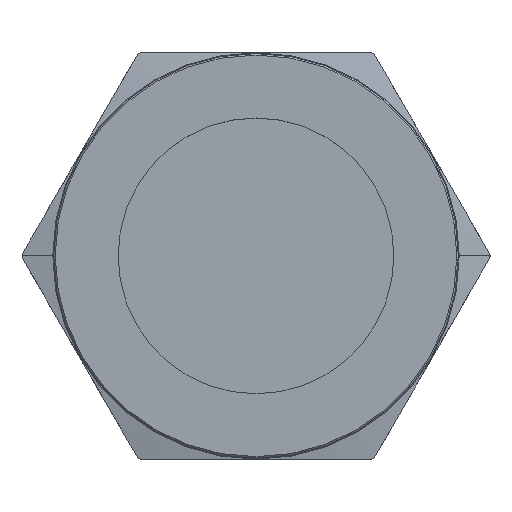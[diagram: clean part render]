
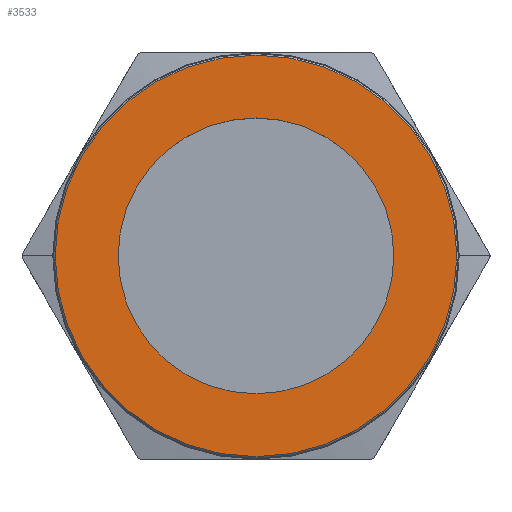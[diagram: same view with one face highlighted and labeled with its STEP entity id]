
A CAD part, top view. The second image highlights one B-rep face of the part: STEP entity #3533.
In plain terms, the highlighted planar face has unit normal (0, 0, 1).
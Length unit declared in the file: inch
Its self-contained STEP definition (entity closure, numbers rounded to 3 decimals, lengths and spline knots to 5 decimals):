
#821 = CARTESIAN_POINT ( 'NONE',  ( 0., 0., 0.67 ) ) ;
#822 = DIRECTION ( 'NONE',  ( 0., 0., 1. ) ) ;
#823 = DIRECTION ( 'NONE',  ( 1., 0., 0. ) ) ;
#876 = CARTESIAN_POINT ( 'NONE',  ( 0., 0., 0.67 ) ) ;
#877 = DIRECTION ( 'NONE',  ( 0., 0., 1. ) ) ;
#878 = DIRECTION ( 'NONE',  ( 1., 0., 0. ) ) ;
#945 = FACE_BOUND ( 'NONE', #2397, .T. ) ;
#998 = FACE_OUTER_BOUND ( 'NONE', #2384, .T. ) ;
#1311 = CARTESIAN_POINT ( 'NONE',  ( 0.932, 0., 0.67 ) ) ;
#1321 = CARTESIAN_POINT ( 'NONE',  ( -1.3575, 0., 0.67 ) ) ;
#1738 = DIRECTION ( 'NONE',  ( 0., 0., 1. ) ) ;
#1739 = CARTESIAN_POINT ( 'NONE',  ( 0., 0., 0.67 ) ) ;
#1741 = PLANE ( 'NONE',  #3464 ) ;
#1743 = DIRECTION ( 'NONE',  ( 1., 0., 0. ) ) ;
#1896 = VERTEX_POINT ( 'NONE', #2922 ) ;
#1918 = EDGE_CURVE ( 'NONE', #3113, #1932, #2665, .T. ) ;
#1920 = EDGE_CURVE ( 'NONE', #3110, #1896, #2664, .T. ) ;
#1932 = VERTEX_POINT ( 'NONE', #3051 ) ;
#2137 = EDGE_CURVE ( 'NONE', #1932, #3113, #2692, .T. ) ;
#2158 = EDGE_CURVE ( 'NONE', #1896, #3110, #2719, .T. ) ;
#2215 = AXIS2_PLACEMENT_3D ( 'NONE', #3003, #3004, #3005 ) ;
#2216 = AXIS2_PLACEMENT_3D ( 'NONE', #3036, #3037, #3038 ) ;
#2228 = AXIS2_PLACEMENT_3D ( 'NONE', #821, #822, #823 ) ;
#2239 = AXIS2_PLACEMENT_3D ( 'NONE', #876, #877, #878 ) ;
#2384 = EDGE_LOOP ( 'NONE', ( #2502, #2503 ) ) ;
#2397 = EDGE_LOOP ( 'NONE', ( #2500, #2501 ) ) ;
#2500 = ORIENTED_EDGE ( 'NONE', *, *, #1918, .F. ) ;
#2501 = ORIENTED_EDGE ( 'NONE', *, *, #2137, .F. ) ;
#2502 = ORIENTED_EDGE ( 'NONE', *, *, #1920, .T. ) ;
#2503 = ORIENTED_EDGE ( 'NONE', *, *, #2158, .T. ) ;
#2664 = CIRCLE ( 'NONE', #2216, 1.3575 ) ;
#2665 = CIRCLE ( 'NONE', #2215, 0.932 ) ;
#2692 = CIRCLE ( 'NONE', #2228, 0.932 ) ;
#2719 = CIRCLE ( 'NONE', #2239, 1.3575 ) ;
#2922 = CARTESIAN_POINT ( 'NONE',  ( 1.3575, 0., 0.67 ) ) ;
#3003 = CARTESIAN_POINT ( 'NONE',  ( 0., 0., 0.67 ) ) ;
#3004 = DIRECTION ( 'NONE',  ( 0., 0., 1. ) ) ;
#3005 = DIRECTION ( 'NONE',  ( 1., 0., 0. ) ) ;
#3036 = CARTESIAN_POINT ( 'NONE',  ( 0., 0., 0.67 ) ) ;
#3037 = DIRECTION ( 'NONE',  ( 0., 0., 1. ) ) ;
#3038 = DIRECTION ( 'NONE',  ( 1., 0., 0. ) ) ;
#3051 = CARTESIAN_POINT ( 'NONE',  ( -0.932, 0., 0.67 ) ) ;
#3110 = VERTEX_POINT ( 'NONE', #1321 ) ;
#3113 = VERTEX_POINT ( 'NONE', #1311 ) ;
#3464 = AXIS2_PLACEMENT_3D ( 'NONE', #1739, #1738, #1743 ) ;
#3533 = ADVANCED_FACE ( 'NONE', ( #945, #998 ), #1741, .T. ) ;
